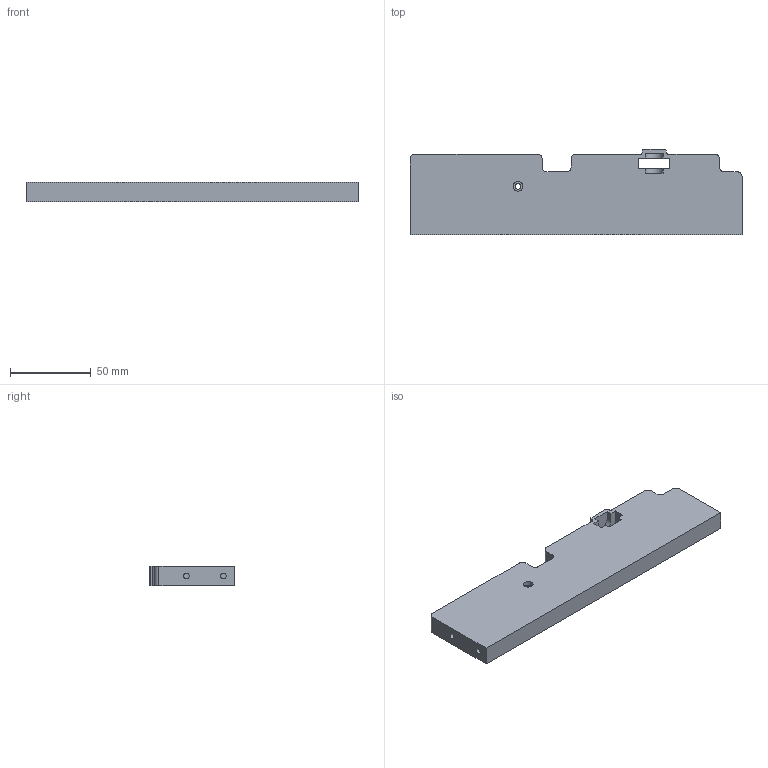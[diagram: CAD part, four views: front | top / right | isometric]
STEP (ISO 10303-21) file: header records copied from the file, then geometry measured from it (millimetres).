
FILE_DESCRIPTION(/* description */ (''),/* implementation_level */ '2;1');
FILE_NAME(/* name */ 'Base front v25.step',/* time_stamp */ '2023-01-02T10:56:17+01:00',/* author */ (''),/* organization */ (''),/* preprocessor_version */ 'ST-DEVELOPER v19.2',/* originating_system */ 'Autodesk Translation Framework v11.17.0.187',/* authorisation */ '');
FILE_SCHEMA (('AUTOMOTIVE_DESIGN { 1 0 10303 214 3 1 1 }'));
Length unit declared in the file: millimetre
Products named in the file (1): Base front
Bounding box: 206 x 53 x 12 mm (x, y, z)
Volume: 115544.8 mm3; surface area: 28375.1 mm2
Topology: 1 solids, 1 shells, 121 faces, 318 edges, 212 vertices
Faces by surface type: plane 93, cylinder 28
Full cylindrical faces by diameter (mm): 3.5 x9, 6 x1
Entity records: 3773 total; most frequent: CARTESIAN_POINT 652, ORIENTED_EDGE 636, DIRECTION 618, EDGE_CURVE 318, LINE 262, VECTOR 262, VERTEX_POINT 212, AXIS2_PLACEMENT_3D 178
